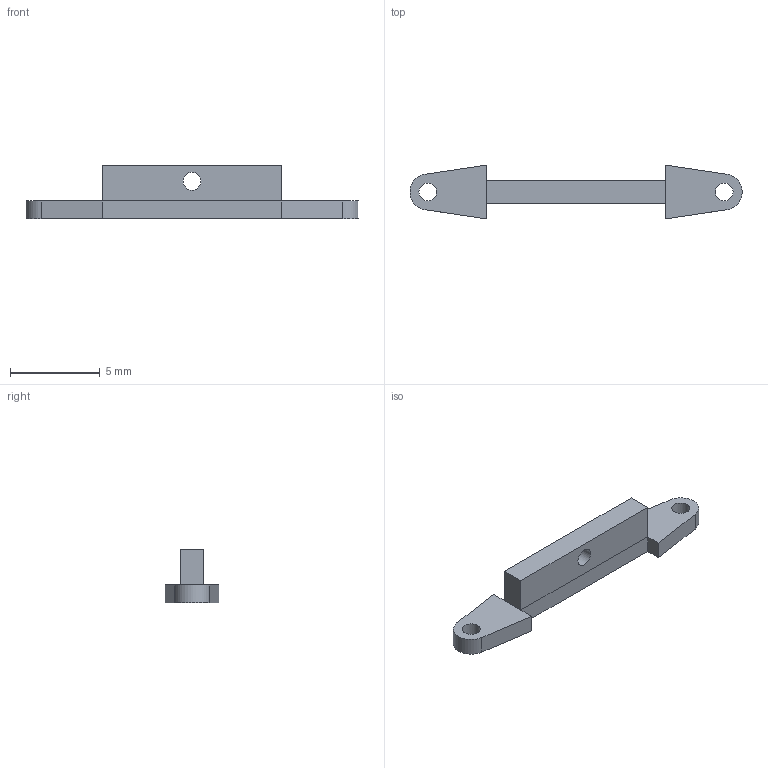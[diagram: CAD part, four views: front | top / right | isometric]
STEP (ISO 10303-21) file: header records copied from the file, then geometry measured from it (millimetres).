
FILE_DESCRIPTION(('FreeCAD Model'),'2;1');
FILE_NAME('Dir_C.step','2016-01-23T10:35:33',('Almisuifre'),(''), 'Open CASCADE STEP processor 6.8','FreeCAD','Unknown');
FILE_SCHEMA(('AUTOMOTIVE_DESIGN_CC2 { 1 2 10303 214 -1 1 5 4 }'));
Length unit declared in the file: millimetre
Products named in the file (2): ASSEMBLY; Pocket001
Assembly tree (1 placements, depth 2):
  ASSEMBLY
    Pocket001
Bounding box: 18.49 x 3 x 3 mm (x, y, z)
Volume: 55.9 mm3; surface area: 158.6 mm2
Topology: 1 solids, 1 shells, 23 faces, 55 edges, 34 vertices
Faces by surface type: plane 18, cylinder 5
Full cylindrical faces by diameter (mm): 1 x3
Entity records: 1424 total; most frequent: CARTESIAN_POINT 230, DIRECTION 224, LINE 145, VECTOR 145, ORIENTED_EDGE 110, PCURVE 110, DEFINITIONAL_REPRESENTATION 110, EDGE_CURVE 55
